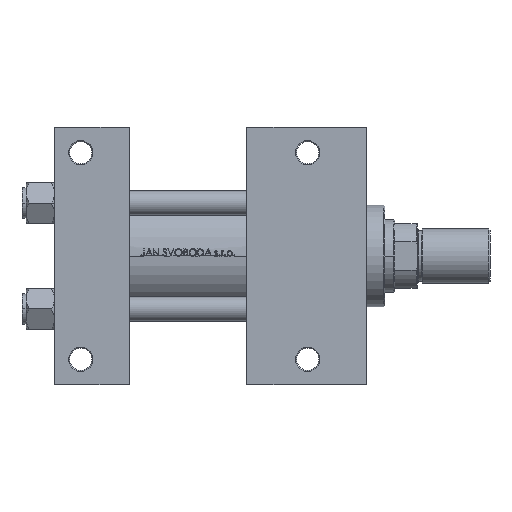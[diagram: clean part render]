
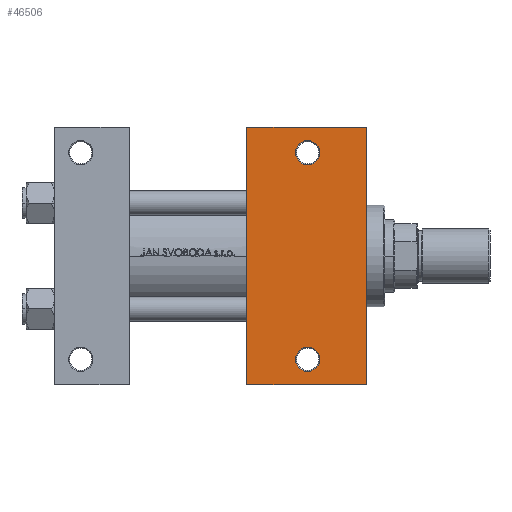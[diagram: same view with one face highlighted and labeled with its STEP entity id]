
A CAD part, front view. The second image highlights one B-rep face of the part: STEP entity #46506.
In plain terms, the highlighted face is planar.
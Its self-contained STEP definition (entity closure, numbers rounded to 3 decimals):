
#42 = LINE ( 'NONE', #42559, #27566 ) ;
#63 = EDGE_LOOP ( 'NONE', ( #47145, #17381 ) ) ;
#764 = LINE ( 'NONE', #19495, #18161 ) ;
#815 = DIRECTION ( 'NONE',  ( 0., 0., 1. ) ) ;
#856 = ORIENTED_EDGE ( 'NONE', *, *, #46674, .T. ) ;
#1014 = LINE ( 'NONE', #1267, #8293 ) ;
#1267 = CARTESIAN_POINT ( 'NONE',  ( 95., 37.5, -37.5 ) ) ;
#1719 = VERTEX_POINT ( 'NONE', #23627 ) ;
#4526 = CARTESIAN_POINT ( 'NONE',  ( 125., 51., -37.5 ) ) ;
#4620 = CARTESIAN_POINT ( 'NONE',  ( 125., -51., -37.5 ) ) ;
#4834 = LINE ( 'NONE', #42817, #12374 ) ;
#5183 = ORIENTED_EDGE ( 'NONE', *, *, #32173, .F. ) ;
#6229 = CARTESIAN_POINT ( 'NONE',  ( 125., 51., -37.5 ) ) ;
#6235 = CARTESIAN_POINT ( 'NONE',  ( 125., -51., -37.5 ) ) ;
#6293 = EDGE_LOOP ( 'NONE', ( #856, #20884 ) ) ;
#6526 = CARTESIAN_POINT ( 'NONE',  ( 154., -63.5, -37.5 ) ) ;
#6915 = AXIS2_PLACEMENT_3D ( 'NONE', #6235, #13804, #49501 ) ;
#7622 = VERTEX_POINT ( 'NONE', #40473 ) ;
#7798 = FACE_OUTER_BOUND ( 'NONE', #31427, .T. ) ;
#8181 = CIRCLE ( 'NONE', #49409, 5.999 ) ;
#8293 = VECTOR ( 'NONE', #28108, 1000. ) ;
#8327 = AXIS2_PLACEMENT_3D ( 'NONE', #4526, #27558, #15399 ) ;
#10006 = DIRECTION ( 'NONE',  ( 0., 0., 1. ) ) ;
#10914 = VERTEX_POINT ( 'NONE', #47711 ) ;
#12374 = VECTOR ( 'NONE', #31928, 1000. ) ;
#13804 = DIRECTION ( 'NONE',  ( 0., 0., 1. ) ) ;
#14517 = ORIENTED_EDGE ( 'NONE', *, *, #41948, .T. ) ;
#14620 = FACE_BOUND ( 'NONE', #63, .T. ) ;
#15399 = DIRECTION ( 'NONE',  ( -1., 0., 0. ) ) ;
#15625 = DIRECTION ( 'NONE',  ( -1., 0., 0. ) ) ;
#16239 = DIRECTION ( 'NONE',  ( -1., 0., 0. ) ) ;
#17381 = ORIENTED_EDGE ( 'NONE', *, *, #42515, .T. ) ;
#18161 = VECTOR ( 'NONE', #34954, 1000. ) ;
#18430 = CARTESIAN_POINT ( 'NONE',  ( 154., 37.5, -37.5 ) ) ;
#19495 = CARTESIAN_POINT ( 'NONE',  ( 95., 63.5, -37.5 ) ) ;
#19951 = AXIS2_PLACEMENT_3D ( 'NONE', #18430, #30843, #15625 ) ;
#20884 = ORIENTED_EDGE ( 'NONE', *, *, #33186, .T. ) ;
#22904 = CARTESIAN_POINT ( 'NONE',  ( 119.001, -51., -37.5 ) ) ;
#23627 = CARTESIAN_POINT ( 'NONE',  ( 130.999, 51., -37.5 ) ) ;
#24455 = CIRCLE ( 'NONE', #8327, 6. ) ;
#25079 = VERTEX_POINT ( 'NONE', #49141 ) ;
#25210 = EDGE_CURVE ( 'NONE', #34657, #29622, #42, .T. ) ;
#26679 = CARTESIAN_POINT ( 'NONE',  ( 119., 51., -37.5 ) ) ;
#27036 = FACE_BOUND ( 'NONE', #6293, .T. ) ;
#27558 = DIRECTION ( 'NONE',  ( 0., 0., 1. ) ) ;
#27566 = VECTOR ( 'NONE', #31172, 1000. ) ;
#28108 = DIRECTION ( 'NONE',  ( 0., -1., 0. ) ) ;
#28163 = EDGE_CURVE ( 'NONE', #45766, #7622, #8181, .T. ) ;
#29622 = VERTEX_POINT ( 'NONE', #6526 ) ;
#30843 = DIRECTION ( 'NONE',  ( 0., 0., -1. ) ) ;
#31172 = DIRECTION ( 'NONE',  ( 0., -1., 0. ) ) ;
#31427 = EDGE_LOOP ( 'NONE', ( #5183, #14517, #35346, #43713 ) ) ;
#31908 = VERTEX_POINT ( 'NONE', #26679 ) ;
#31928 = DIRECTION ( 'NONE',  ( -1., 0., 0. ) ) ;
#32123 = CIRCLE ( 'NONE', #32936, 6. ) ;
#32173 = EDGE_CURVE ( 'NONE', #10914, #25079, #1014, .T. ) ;
#32936 = AXIS2_PLACEMENT_3D ( 'NONE', #6229, #10006, #40410 ) ;
#33186 = EDGE_CURVE ( 'NONE', #1719, #31908, #24455, .T. ) ;
#33641 = EDGE_CURVE ( 'NONE', #29622, #25079, #4834, .T. ) ;
#34657 = VERTEX_POINT ( 'NONE', #49722 ) ;
#34954 = DIRECTION ( 'NONE',  ( 1., 0., 0. ) ) ;
#35346 = ORIENTED_EDGE ( 'NONE', *, *, #25210, .T. ) ;
#37952 = PLANE ( 'NONE',  #19951 ) ;
#40410 = DIRECTION ( 'NONE',  ( -1., 0., 0. ) ) ;
#40473 = CARTESIAN_POINT ( 'NONE',  ( 130.999, -51., -37.5 ) ) ;
#41948 = EDGE_CURVE ( 'NONE', #10914, #34657, #764, .T. ) ;
#42515 = EDGE_CURVE ( 'NONE', #7622, #45766, #46519, .T. ) ;
#42559 = CARTESIAN_POINT ( 'NONE',  ( 154., 37.5, -37.5 ) ) ;
#42817 = CARTESIAN_POINT ( 'NONE',  ( 95., -63.5, -37.5 ) ) ;
#43713 = ORIENTED_EDGE ( 'NONE', *, *, #33641, .T. ) ;
#45766 = VERTEX_POINT ( 'NONE', #22904 ) ;
#46506 = ADVANCED_FACE ( 'NONE', ( #27036, #14620, #7798 ), #37952, .T. ) ;
#46519 = CIRCLE ( 'NONE', #6915, 5.999 ) ;
#46674 = EDGE_CURVE ( 'NONE', #31908, #1719, #32123, .T. ) ;
#47145 = ORIENTED_EDGE ( 'NONE', *, *, #28163, .T. ) ;
#47711 = CARTESIAN_POINT ( 'NONE',  ( 95., 63.5, -37.5 ) ) ;
#49141 = CARTESIAN_POINT ( 'NONE',  ( 95., -63.5, -37.5 ) ) ;
#49409 = AXIS2_PLACEMENT_3D ( 'NONE', #4620, #815, #16239 ) ;
#49501 = DIRECTION ( 'NONE',  ( -1., 0., 0. ) ) ;
#49722 = CARTESIAN_POINT ( 'NONE',  ( 154., 63.5, -37.5 ) ) ;
